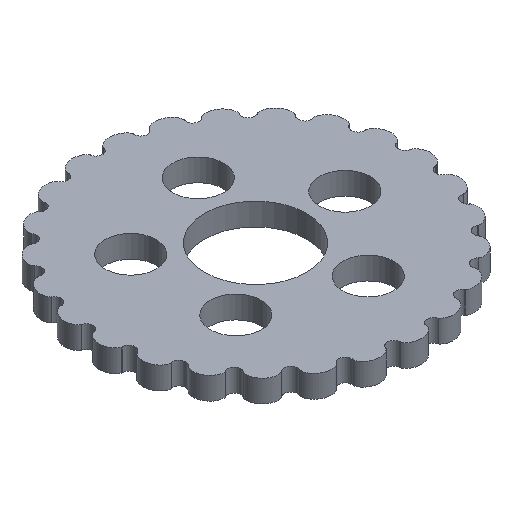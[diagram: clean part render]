
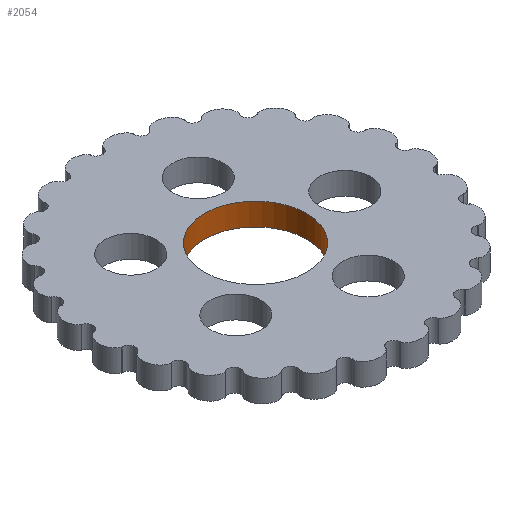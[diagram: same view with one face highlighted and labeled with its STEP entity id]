
A CAD part, isometric view. The second image highlights one B-rep face of the part: STEP entity #2054.
In plain terms, the highlighted cylindrical face has radius 16 mm (diameter 32 mm), a full revolution.
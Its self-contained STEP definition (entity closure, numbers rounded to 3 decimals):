
#53=CYLINDRICAL_SURFACE('',#2208,16.);
#134=FACE_OUTER_BOUND('',#248,.T.);
#248=EDGE_LOOP('',(#1621,#1622,#1623,#1624));
#436=CIRCLE('',#2151,16.);
#455=CIRCLE('',#2209,16.);
#574=LINE('',#5286,#730);
#730=VECTOR('',#2541,16.);
#885=VERTEX_POINT('',#3745);
#942=VERTEX_POINT('',#5285);
#1097=EDGE_CURVE('',#885,#885,#436,.T.);
#1204=EDGE_CURVE('',#885,#942,#574,.T.);
#1205=EDGE_CURVE('',#942,#942,#455,.T.);
#1621=ORIENTED_EDGE('',*,*,#1097,.T.);
#1622=ORIENTED_EDGE('',*,*,#1204,.T.);
#1623=ORIENTED_EDGE('',*,*,#1205,.F.);
#1624=ORIENTED_EDGE('',*,*,#1204,.F.);
#2054=ADVANCED_FACE('',(#134),#53,.F.);
#2151=AXIS2_PLACEMENT_3D('',#3746,#2374,#2375);
#2208=AXIS2_PLACEMENT_3D('',#5284,#2539,#2540);
#2209=AXIS2_PLACEMENT_3D('',#5287,#2542,#2543);
#2374=DIRECTION('center_axis',(0.,0.,1.));
#2375=DIRECTION('ref_axis',(1.,0.,0.));
#2539=DIRECTION('center_axis',(0.,0.,-1.));
#2540=DIRECTION('ref_axis',(1.,0.,0.));
#2541=DIRECTION('',(0.,0.,-1.));
#2542=DIRECTION('center_axis',(0.,0.,1.));
#2543=DIRECTION('ref_axis',(1.,0.,0.));
#3745=CARTESIAN_POINT('',(-16.,0.,7.));
#3746=CARTESIAN_POINT('Origin',(0.,0.,7.));
#5284=CARTESIAN_POINT('Origin',(0.,0.,10.));
#5285=CARTESIAN_POINT('',(-16.,0.,0.));
#5286=CARTESIAN_POINT('',(-16.,0.,10.));
#5287=CARTESIAN_POINT('Origin',(0.,0.,0.));
